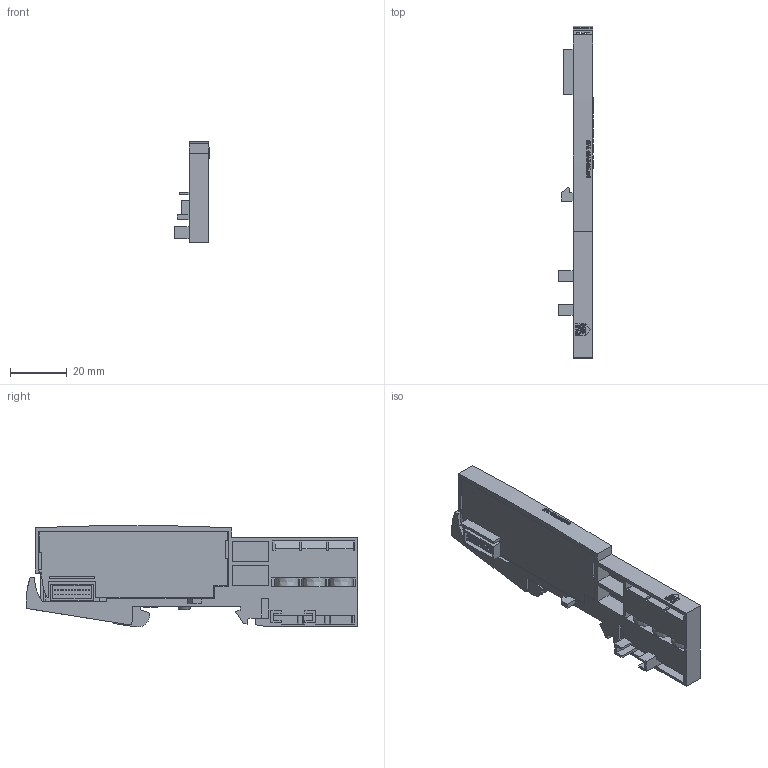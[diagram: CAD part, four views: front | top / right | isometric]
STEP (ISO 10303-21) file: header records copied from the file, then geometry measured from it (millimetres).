
FILE_DESCRIPTION(/* description */ (''),/* implementation_level */ '2;1');
FILE_NAME(/* name */ '6AG1193-6PA00-7AA0_3d.stp',/* time_stamp */ '2024-12-30T11:14:26+08:00',/* author */ (''),/* organization */ (''),/* preprocessor_version */ 'ST-DEVELOPER v18.101',/* originating_system */ 'SIEMENS PLM Software NX 2008',/* authorisation */ '');
FILE_SCHEMA (('AUTOMOTIVE_DESIGN { 1 0 10303 214 3 1 1 1 }'));
Length unit declared in the file: millimetre
Products named in the file (3): A5E54280792A_RS-AA_001_1-labeling; A5E30911135A_RS-AA_002_1-box; A5E54280800A_RS-AA_001_1-CAx_6AG11936PA007AA0
Assembly tree (2 placements, depth 2):
  A5E54280800A_RS-AA_001_1-CAx_6AG11936PA007AA0
    A5E30911135A_RS-AA_002_1-box
    A5E54280792A_RS-AA_001_1-labeling
Bounding box: 12.1 x 117.1 x 35.9 mm (x, y, z)
Volume: 13901.9 mm3; surface area: 23269.3 mm2
Topology: 30 solids, 30 shells, 1011 faces, 2654 edges, 1759 vertices
Faces by surface type: plane 866, extrusion 98, cylinder 46, cone 1
Full cylindrical faces by diameter (mm): 4.3 x3, 5.1 x6
Entity records: 40937 total; most frequent: CARTESIAN_POINT 10385, ORIENTED_EDGE 5256, DIRECTION 4492, EDGE_CURVE 2628, VECTOR 2410, LINE 2312, VERTEX_POINT 1752, EDGE_LOOP 1134
